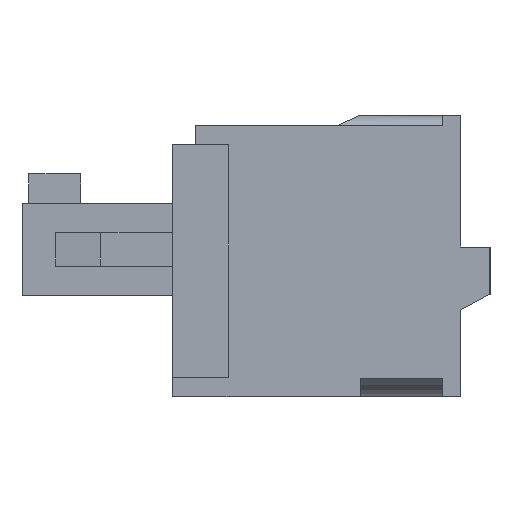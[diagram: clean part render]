
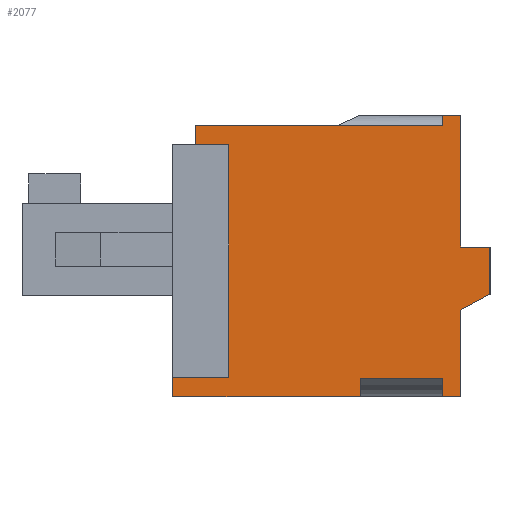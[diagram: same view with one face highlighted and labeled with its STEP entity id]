
A CAD part, left-side view. The second image highlights one B-rep face of the part: STEP entity #2077.
In plain terms, the highlighted planar face has unit normal (-1, 0, 0).
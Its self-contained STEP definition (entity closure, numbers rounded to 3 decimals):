
#2077 = ADVANCED_FACE( '', ( #5553 ), #5554, .T. );
#5553 = FACE_OUTER_BOUND( '', #10647, .T. );
#5554 = PLANE( '', #10648 );
#10647 = EDGE_LOOP( '', ( #15904, #15905, #15906, #15907, #15908, #15909, #15910, #15911, #15912, #15913, #15914, #15915, #15916, #15917, #15918, #15919, #15920, #15921 ) );
#10648 = AXIS2_PLACEMENT_3D( '', #15922, #15923, #15924 );
#15904 = ORIENTED_EDGE( '', *, *, #31763, .T. );
#15905 = ORIENTED_EDGE( '', *, *, #31764, .T. );
#15906 = ORIENTED_EDGE( '', *, *, #31765, .F. );
#15907 = ORIENTED_EDGE( '', *, *, #31766, .F. );
#15908 = ORIENTED_EDGE( '', *, *, #31767, .T. );
#15909 = ORIENTED_EDGE( '', *, *, #31768, .T. );
#15910 = ORIENTED_EDGE( '', *, *, #31769, .T. );
#15911 = ORIENTED_EDGE( '', *, *, #31770, .F. );
#15912 = ORIENTED_EDGE( '', *, *, #31771, .T. );
#15913 = ORIENTED_EDGE( '', *, *, #31772, .T. );
#15914 = ORIENTED_EDGE( '', *, *, #31773, .T. );
#15915 = ORIENTED_EDGE( '', *, *, #31774, .F. );
#15916 = ORIENTED_EDGE( '', *, *, #31775, .F. );
#15917 = ORIENTED_EDGE( '', *, *, #31776, .T. );
#15918 = ORIENTED_EDGE( '', *, *, #31777, .F. );
#15919 = ORIENTED_EDGE( '', *, *, #31778, .T. );
#15920 = ORIENTED_EDGE( '', *, *, #31779, .T. );
#15921 = ORIENTED_EDGE( '', *, *, #31780, .T. );
#15922 = CARTESIAN_POINT( '', ( -19.45, -7.05, -6.25 ) );
#15923 = DIRECTION( '', ( -1., 0., 0. ) );
#15924 = DIRECTION( '', ( 0., 0., 1. ) );
#31763 = EDGE_CURVE( '', #38221, #38222, #38223, .T. );
#31764 = EDGE_CURVE( '', #38222, #38224, #38225, .T. );
#31765 = EDGE_CURVE( '', #38226, #38224, #38227, .T. );
#31766 = EDGE_CURVE( '', #38228, #38226, #38229, .T. );
#31767 = EDGE_CURVE( '', #38228, #38230, #38231, .T. );
#31768 = EDGE_CURVE( '', #38230, #38232, #38233, .T. );
#31769 = EDGE_CURVE( '', #38232, #38234, #38235, .T. );
#31770 = EDGE_CURVE( '', #38236, #38234, #38237, .T. );
#31771 = EDGE_CURVE( '', #38236, #38238, #38239, .T. );
#31772 = EDGE_CURVE( '', #38238, #38240, #38241, .T. );
#31773 = EDGE_CURVE( '', #38240, #38242, #38243, .T. );
#31774 = EDGE_CURVE( '', #38244, #38242, #38245, .T. );
#31775 = EDGE_CURVE( '', #38246, #38244, #38247, .T. );
#31776 = EDGE_CURVE( '', #38246, #38248, #38249, .T. );
#31777 = EDGE_CURVE( '', #38250, #38248, #38251, .T. );
#31778 = EDGE_CURVE( '', #38250, #38252, #38253, .T. );
#31779 = EDGE_CURVE( '', #38252, #38254, #38255, .T. );
#31780 = EDGE_CURVE( '', #38254, #38221, #38256, .T. );
#38221 = VERTEX_POINT( '', #47684 );
#38222 = VERTEX_POINT( '', #47685 );
#38223 = LINE( '', #47686, #47687 );
#38224 = VERTEX_POINT( '', #47688 );
#38225 = LINE( '', #47689, #47690 );
#38226 = VERTEX_POINT( '', #47691 );
#38227 = LINE( '', #47692, #47693 );
#38228 = VERTEX_POINT( '', #47694 );
#38229 = LINE( '', #47695, #47696 );
#38230 = VERTEX_POINT( '', #47697 );
#38231 = LINE( '', #47698, #47699 );
#38232 = VERTEX_POINT( '', #47700 );
#38233 = LINE( '', #47701, #47702 );
#38234 = VERTEX_POINT( '', #47703 );
#38235 = LINE( '', #47704, #47705 );
#38236 = VERTEX_POINT( '', #47706 );
#38237 = LINE( '', #47707, #47708 );
#38238 = VERTEX_POINT( '', #47709 );
#38239 = LINE( '', #47710, #47711 );
#38240 = VERTEX_POINT( '', #47712 );
#38241 = LINE( '', #47713, #47714 );
#38242 = VERTEX_POINT( '', #47715 );
#38243 = LINE( '', #47716, #47717 );
#38244 = VERTEX_POINT( '', #47718 );
#38245 = LINE( '', #47719, #47720 );
#38246 = VERTEX_POINT( '', #47721 );
#38247 = LINE( '', #47722, #47723 );
#38248 = VERTEX_POINT( '', #47724 );
#38249 = LINE( '', #47725, #47726 );
#38250 = VERTEX_POINT( '', #47727 );
#38251 = LINE( '', #47728, #47729 );
#38252 = VERTEX_POINT( '', #47730 );
#38253 = LINE( '', #47731, #47732 );
#38254 = VERTEX_POINT( '', #47733 );
#38255 = LINE( '', #47734, #47735 );
#38256 = LINE( '', #47736, #47737 );
#47684 = CARTESIAN_POINT( '', ( -19.45, 4.55, 4.95 ) );
#47685 = CARTESIAN_POINT( '', ( -19.45, 4.55, -5.4 ) );
#47686 = CARTESIAN_POINT( '', ( -19.45, 4.55, 37.823 ) );
#47687 = VECTOR( '', #61228, 1000. );
#47688 = CARTESIAN_POINT( '', ( -19.45, 7.05, -5.4 ) );
#47689 = CARTESIAN_POINT( '', ( -19.45, 7.05, -5.4 ) );
#47690 = VECTOR( '', #61229, 1000. );
#47691 = CARTESIAN_POINT( '', ( -19.45, 7.05, -6.25 ) );
#47692 = CARTESIAN_POINT( '', ( -19.45, 7.05, -6.25 ) );
#47693 = VECTOR( '', #61230, 1000. );
#47694 = CARTESIAN_POINT( '', ( -19.45, -1.3, -6.25 ) );
#47695 = CARTESIAN_POINT( '', ( -19.45, -7.05, -6.25 ) );
#47696 = VECTOR( '', #61231, 1000. );
#47697 = CARTESIAN_POINT( '', ( -19.45, -1.3, -5.45 ) );
#47698 = CARTESIAN_POINT( '', ( -19.45, -1.3, -6.25 ) );
#47699 = VECTOR( '', #61232, 1000. );
#47700 = CARTESIAN_POINT( '', ( -19.45, -4.95, -5.45 ) );
#47701 = CARTESIAN_POINT( '', ( -19.45, -1.3, -5.45 ) );
#47702 = VECTOR( '', #61233, 1000. );
#47703 = CARTESIAN_POINT( '', ( -19.45, -4.95, -6.25 ) );
#47704 = CARTESIAN_POINT( '', ( -19.45, -4.95, -5.45 ) );
#47705 = VECTOR( '', #61234, 1000. );
#47706 = CARTESIAN_POINT( '', ( -19.45, -5.75, -6.25 ) );
#47707 = CARTESIAN_POINT( '', ( -19.45, -7.05, -6.25 ) );
#47708 = VECTOR( '', #61235, 1000. );
#47709 = CARTESIAN_POINT( '', ( -19.45, -5.75, -2.4 ) );
#47710 = CARTESIAN_POINT( '', ( -19.45, -5.75, -6.25 ) );
#47711 = VECTOR( '', #61236, 1000. );
#47712 = CARTESIAN_POINT( '', ( -19.45, -7.05, -1.7 ) );
#47713 = CARTESIAN_POINT( '', ( -19.45, -5.75, -2.4 ) );
#47714 = VECTOR( '', #61237, 1000. );
#47715 = CARTESIAN_POINT( '', ( -19.45, -7.05, 0.4 ) );
#47716 = CARTESIAN_POINT( '', ( -19.45, -7.05, -6.25 ) );
#47717 = VECTOR( '', #61238, 1000. );
#47718 = CARTESIAN_POINT( '', ( -19.45, -5.75, 0.4 ) );
#47719 = CARTESIAN_POINT( '', ( -19.45, -7.05, 0.4 ) );
#47720 = VECTOR( '', #61239, 1000. );
#47721 = CARTESIAN_POINT( '', ( -19.45, -5.75, 6.25 ) );
#47722 = CARTESIAN_POINT( '', ( -19.45, -5.75, 6.25 ) );
#47723 = VECTOR( '', #61240, 1000. );
#47724 = CARTESIAN_POINT( '', ( -19.45, -4.95, 6.25 ) );
#47725 = CARTESIAN_POINT( '', ( -19.45, -7.05, 6.25 ) );
#47726 = VECTOR( '', #61241, 1000. );
#47727 = CARTESIAN_POINT( '', ( -19.45, -4.95, 5.8 ) );
#47728 = CARTESIAN_POINT( '', ( -19.45, -4.95, -36.973 ) );
#47729 = VECTOR( '', #61242, 1000. );
#47730 = CARTESIAN_POINT( '', ( -19.45, 6.05, 5.8 ) );
#47731 = CARTESIAN_POINT( '', ( -19.45, -0.25, 5.8 ) );
#47732 = VECTOR( '', #61243, 1000. );
#47733 = CARTESIAN_POINT( '', ( -19.45, 6.05, 4.95 ) );
#47734 = CARTESIAN_POINT( '', ( -19.45, 6.05, 5.8 ) );
#47735 = VECTOR( '', #61244, 1000. );
#47736 = CARTESIAN_POINT( '', ( -19.45, 6.05, 4.95 ) );
#47737 = VECTOR( '', #61245, 1000. );
#61228 = DIRECTION( '', ( 0., 0., -1. ) );
#61229 = DIRECTION( '', ( 0., 1., 0. ) );
#61230 = DIRECTION( '', ( 0., 0., 1. ) );
#61231 = DIRECTION( '', ( 0., 1., 0. ) );
#61232 = DIRECTION( '', ( 0., 0., 1. ) );
#61233 = DIRECTION( '', ( 0., -1., 0. ) );
#61234 = DIRECTION( '', ( 0., 0., -1. ) );
#61235 = DIRECTION( '', ( 0., 1., 0. ) );
#61236 = DIRECTION( '', ( 0., 0., 1. ) );
#61237 = DIRECTION( '', ( 0., -0.88, 0.474 ) );
#61238 = DIRECTION( '', ( 0., 0., 1. ) );
#61239 = DIRECTION( '', ( 0., -1., 0. ) );
#61240 = DIRECTION( '', ( 0., 0., -1. ) );
#61241 = DIRECTION( '', ( 0., 1., 0. ) );
#61242 = DIRECTION( '', ( 0., 0., 1. ) );
#61243 = DIRECTION( '', ( 0., 1., 0. ) );
#61244 = DIRECTION( '', ( 0., 0., -1. ) );
#61245 = DIRECTION( '', ( 0., -1., 0. ) );
